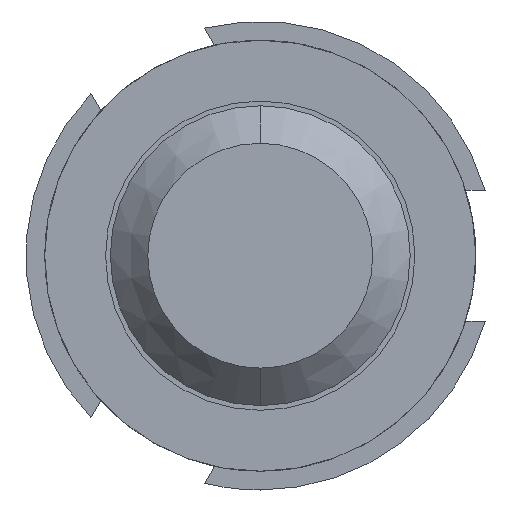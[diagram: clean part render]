
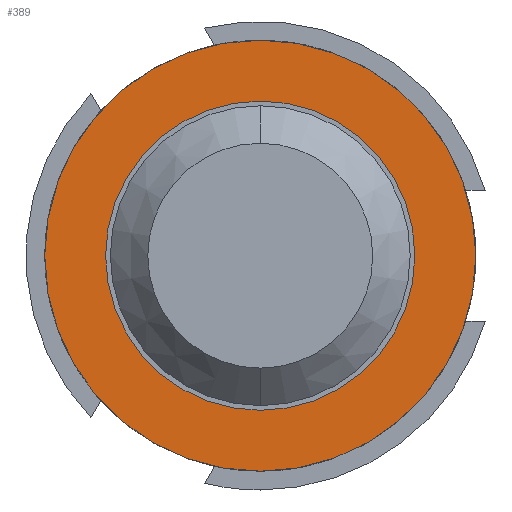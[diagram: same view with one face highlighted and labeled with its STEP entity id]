
A CAD part, front view. The second image highlights one B-rep face of the part: STEP entity #389.
In plain terms, the highlighted planar face has unit normal (0, -1, 0).
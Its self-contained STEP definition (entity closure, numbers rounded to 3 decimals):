
#148 = DIRECTION ( 'NONE',  ( 0., 0., 1. ) ) ;
#368 = CARTESIAN_POINT ( 'NONE',  ( 0., -1.5, -1.15 ) ) ;
#383 = EDGE_CURVE ( 'Defeature ausgef�hrt4_42+Defeature ausgef�hrt4_46+Defeature ausgef�hrt4_46+Defeature ausgef�hrt4_46', #1820, #1872, #4336, .T. ) ;
#389 = ADVANCED_FACE ( 'Defeature ausgef�hrt4_46', ( #2798, #680 ), #3997, .F. ) ;
#409 = AXIS2_PLACEMENT_3D ( 'NONE', #807, #1513, #2566 ) ;
#442 = DIRECTION ( 'NONE',  ( 0., 1., 0. ) ) ;
#538 = EDGE_LOOP ( 'NONE', ( #3467, #814 ) ) ;
#680 = FACE_BOUND ( 'NONE', #4135, .T. ) ;
#807 = CARTESIAN_POINT ( 'NONE',  ( 0., -1.5, 0. ) ) ;
#814 = ORIENTED_EDGE ( 'NONE', *, *, #1551, .F. ) ;
#909 = CIRCLE ( 'NONE', #3821, 0.825 ) ;
#1482 = DIRECTION ( 'NONE',  ( 0., 1., 0. ) ) ;
#1513 = DIRECTION ( 'NONE',  ( 0., 1., 0. ) ) ;
#1551 = EDGE_CURVE ( 'Defeature ausgef�hrt4_42+Defeature ausgef�hrt4_46+Defeature ausgef�hrt4_46+Defeature ausgef�hrt4_46', #1872, #1820, #2380, .T. ) ;
#1689 = VERTEX_POINT ( 'NONE', #3756 ) ;
#1820 = VERTEX_POINT ( 'NONE', #3454 ) ;
#1841 = CARTESIAN_POINT ( 'NONE',  ( 0., -1.5, 0. ) ) ;
#1872 = VERTEX_POINT ( 'NONE', #368 ) ;
#1905 = AXIS2_PLACEMENT_3D ( 'NONE', #1841, #442, #3657 ) ;
#2055 = DIRECTION ( 'NONE',  ( 0., 0., 1. ) ) ;
#2242 = ORIENTED_EDGE ( 'NONE', *, *, #2573, .T. ) ;
#2380 = CIRCLE ( 'NONE', #2411, 1.15 ) ;
#2411 = AXIS2_PLACEMENT_3D ( 'NONE', #4018, #3991, #148 ) ;
#2566 = DIRECTION ( 'NONE',  ( 0., 0., 1. ) ) ;
#2573 = EDGE_CURVE ( 'Defeature ausgef�hrt4_46+Defeature ausgef�hrt4_45+Defeature ausgef�hrt4_45+Defeature ausgef�hrt4_45', #1689, #3904, #3161, .T. ) ;
#2593 = CARTESIAN_POINT ( 'NONE',  ( 0.825, -1.5, 0. ) ) ;
#2798 = FACE_OUTER_BOUND ( 'NONE', #538, .T. ) ;
#3161 = CIRCLE ( 'NONE', #409, 0.825 ) ;
#3299 = CARTESIAN_POINT ( 'NONE',  ( 0., -1.5, -0.825 ) ) ;
#3308 = DIRECTION ( 'NONE',  ( 0., 0., 1. ) ) ;
#3454 = CARTESIAN_POINT ( 'NONE',  ( 0., -1.5, 1.15 ) ) ;
#3467 = ORIENTED_EDGE ( 'NONE', *, *, #383, .F. ) ;
#3569 = EDGE_CURVE ( 'Defeature ausgef�hrt4_46+Defeature ausgef�hrt4_45+Defeature ausgef�hrt4_45+Defeature ausgef�hrt4_45', #3904, #1689, #909, .T. ) ;
#3657 = DIRECTION ( 'NONE',  ( 0., 0., 1. ) ) ;
#3756 = CARTESIAN_POINT ( 'NONE',  ( 0., -1.5, 0.825 ) ) ;
#3798 = CARTESIAN_POINT ( 'NONE',  ( 0., -1.5, 0. ) ) ;
#3821 = AXIS2_PLACEMENT_3D ( 'NONE', #3798, #3833, #2055 ) ;
#3833 = DIRECTION ( 'NONE',  ( 0., 1., 0. ) ) ;
#3904 = VERTEX_POINT ( 'NONE', #3299 ) ;
#3991 = DIRECTION ( 'NONE',  ( 0., 1., 0. ) ) ;
#3997 = PLANE ( 'NONE',  #4554 ) ;
#4018 = CARTESIAN_POINT ( 'NONE',  ( 0., -1.5, 0. ) ) ;
#4135 = EDGE_LOOP ( 'NONE', ( #2242, #4270 ) ) ;
#4270 = ORIENTED_EDGE ( 'NONE', *, *, #3569, .T. ) ;
#4336 = CIRCLE ( 'NONE', #1905, 1.15 ) ;
#4554 = AXIS2_PLACEMENT_3D ( 'NONE', #2593, #1482, #3308 ) ;
